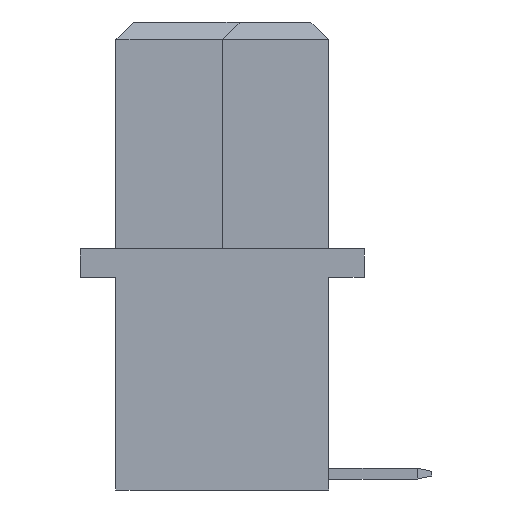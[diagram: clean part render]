
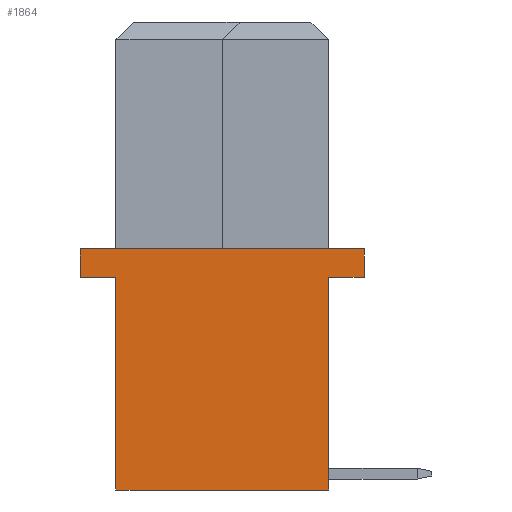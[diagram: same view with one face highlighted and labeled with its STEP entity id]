
A CAD part, left-side view. The second image highlights one B-rep face of the part: STEP entity #1864.
In plain terms, the highlighted planar face has unit normal (-1, 0, 0).
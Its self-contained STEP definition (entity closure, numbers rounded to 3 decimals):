
#478 = ORIENTED_EDGE ( 'NONE', *, *, #2991, .T. ) ;
#641 = DIRECTION ( 'NONE',  ( 0., 0., 1. ) ) ;
#689 = LINE ( 'NONE', #10397, #7785 ) ;
#724 = VECTOR ( 'NONE', #10141, 1000. ) ;
#824 = CARTESIAN_POINT ( 'NONE',  ( -27., -4., -6.4 ) ) ;
#1106 = PLANE ( 'NONE',  #3719 ) ;
#1111 = VERTEX_POINT ( 'NONE', #3196 ) ;
#1461 = DIRECTION ( 'NONE',  ( 0., 0., -1. ) ) ;
#1810 = ORIENTED_EDGE ( 'NONE', *, *, #8514, .F. ) ;
#1864 = ADVANCED_FACE ( 'NONE', ( #3863 ), #1106, .T. ) ;
#1941 = VECTOR ( 'NONE', #1461, 1000. ) ;
#1989 = VERTEX_POINT ( 'NONE', #12995 ) ;
#2166 = DIRECTION ( 'NONE',  ( 0., -1., 0. ) ) ;
#2781 = CARTESIAN_POINT ( 'NONE',  ( -27., 3., -13.2 ) ) ;
#2991 = EDGE_CURVE ( 'NONE', #1989, #8730, #10061, .T. ) ;
#3196 = CARTESIAN_POINT ( 'NONE',  ( -27., 4., -7.2 ) ) ;
#3385 = CARTESIAN_POINT ( 'NONE',  ( -27., -3., -7.2 ) ) ;
#3424 = CARTESIAN_POINT ( 'NONE',  ( -27., 3., -7.2 ) ) ;
#3507 = CARTESIAN_POINT ( 'NONE',  ( -27., 4., -6.4 ) ) ;
#3696 = VECTOR ( 'NONE', #641, 1000. ) ;
#3719 = AXIS2_PLACEMENT_3D ( 'NONE', #10269, #5259, #6054 ) ;
#3863 = FACE_OUTER_BOUND ( 'NONE', #12373, .T. ) ;
#3876 = EDGE_CURVE ( 'NONE', #6293, #5581, #9825, .T. ) ;
#4562 = ORIENTED_EDGE ( 'NONE', *, *, #3876, .T. ) ;
#4616 = VERTEX_POINT ( 'NONE', #10448 ) ;
#4923 = DIRECTION ( 'NONE',  ( 0., 0., 1. ) ) ;
#5160 = VERTEX_POINT ( 'NONE', #12883 ) ;
#5248 = ORIENTED_EDGE ( 'NONE', *, *, #9991, .F. ) ;
#5259 = DIRECTION ( 'NONE',  ( -1., 0., 0. ) ) ;
#5434 = ORIENTED_EDGE ( 'NONE', *, *, #12465, .T. ) ;
#5581 = VERTEX_POINT ( 'NONE', #2781 ) ;
#5627 = DIRECTION ( 'NONE',  ( 0., 0., -1. ) ) ;
#5873 = DIRECTION ( 'NONE',  ( 0., 1., 0. ) ) ;
#5955 = VECTOR ( 'NONE', #2166, 1000. ) ;
#6054 = DIRECTION ( 'NONE',  ( 0., 0., 1. ) ) ;
#6293 = VERTEX_POINT ( 'NONE', #10707 ) ;
#6311 = EDGE_CURVE ( 'NONE', #5160, #4616, #12959, .T. ) ;
#6944 = EDGE_CURVE ( 'NONE', #1111, #10884, #689, .T. ) ;
#7090 = DIRECTION ( 'NONE',  ( 0., 1., 0. ) ) ;
#7785 = VECTOR ( 'NONE', #4923, 1000. ) ;
#8124 = ORIENTED_EDGE ( 'NONE', *, *, #10160, .F. ) ;
#8514 = EDGE_CURVE ( 'NONE', #6293, #1111, #13008, .T. ) ;
#8730 = VERTEX_POINT ( 'NONE', #824 ) ;
#8971 = LINE ( 'NONE', #13544, #11091 ) ;
#8999 = CARTESIAN_POINT ( 'NONE',  ( -27., -4., -13.2 ) ) ;
#9825 = LINE ( 'NONE', #3424, #1941 ) ;
#9991 = EDGE_CURVE ( 'NONE', #10884, #8730, #11806, .T. ) ;
#10061 = LINE ( 'NONE', #8999, #3696 ) ;
#10141 = DIRECTION ( 'NONE',  ( 0., -1., 0. ) ) ;
#10160 = EDGE_CURVE ( 'NONE', #1989, #5160, #8971, .T. ) ;
#10269 = CARTESIAN_POINT ( 'NONE',  ( -27., -4., -13.2 ) ) ;
#10278 = VECTOR ( 'NONE', #7090, 1000. ) ;
#10397 = CARTESIAN_POINT ( 'NONE',  ( -27., 4., -13.2 ) ) ;
#10448 = CARTESIAN_POINT ( 'NONE',  ( -27., -3., -13.2 ) ) ;
#10601 = CARTESIAN_POINT ( 'NONE',  ( -27., 4., -6.4 ) ) ;
#10707 = CARTESIAN_POINT ( 'NONE',  ( -27., 3., -7.2 ) ) ;
#10884 = VERTEX_POINT ( 'NONE', #3507 ) ;
#11091 = VECTOR ( 'NONE', #5873, 1000. ) ;
#11231 = ORIENTED_EDGE ( 'NONE', *, *, #6944, .F. ) ;
#11644 = VECTOR ( 'NONE', #5627, 1000. ) ;
#11806 = LINE ( 'NONE', #10601, #5955 ) ;
#12183 = CARTESIAN_POINT ( 'NONE',  ( -27., -4., -13.2 ) ) ;
#12373 = EDGE_LOOP ( 'NONE', ( #13695, #8124, #478, #5248, #11231, #1810, #4562, #5434 ) ) ;
#12430 = CARTESIAN_POINT ( 'NONE',  ( -27., 4., -7.2 ) ) ;
#12465 = EDGE_CURVE ( 'NONE', #5581, #4616, #13308, .T. ) ;
#12883 = CARTESIAN_POINT ( 'NONE',  ( -27., -3., -7.2 ) ) ;
#12959 = LINE ( 'NONE', #3385, #11644 ) ;
#12995 = CARTESIAN_POINT ( 'NONE',  ( -27., -4., -7.2 ) ) ;
#13008 = LINE ( 'NONE', #12430, #10278 ) ;
#13308 = LINE ( 'NONE', #12183, #724 ) ;
#13544 = CARTESIAN_POINT ( 'NONE',  ( -27., -3., -7.2 ) ) ;
#13695 = ORIENTED_EDGE ( 'NONE', *, *, #6311, .F. ) ;
